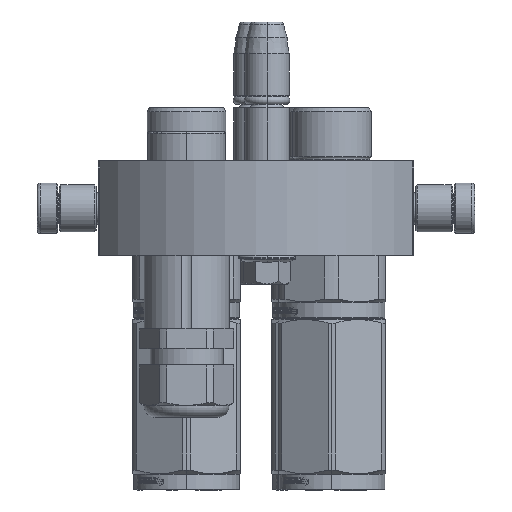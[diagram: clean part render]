
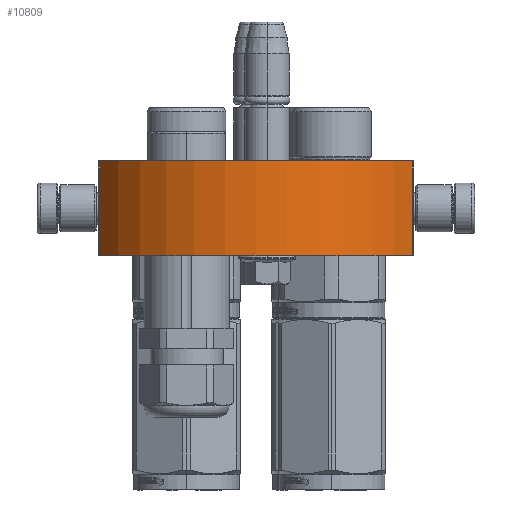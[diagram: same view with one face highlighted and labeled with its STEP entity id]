
A CAD part, left-side view. The second image highlights one B-rep face of the part: STEP entity #10809.
In plain terms, the highlighted cylindrical face has radius 57.25 mm (diameter 114.5 mm), a partial arc.
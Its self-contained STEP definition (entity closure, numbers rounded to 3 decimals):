
#654 = CIRCLE ( 'NONE', #19097, 57.25 ) ;
#910 = ORIENTED_EDGE ( 'NONE', *, *, #42445, .T. ) ;
#1093 = DIRECTION ( 'NONE',  ( 0., 1., 0. ) ) ;
#2471 = CARTESIAN_POINT ( 'NONE',  ( 49.5, 30., -28.763 ) ) ;
#4277 = VERTEX_POINT ( 'NONE', #2471 ) ;
#4361 = LINE ( 'NONE', #49446, #40235 ) ;
#5805 = EDGE_CURVE ( 'NONE', #31379, #4277, #40021, .T. ) ;
#7276 = DIRECTION ( 'NONE',  ( 0.865, 0., -0.502 ) ) ;
#7633 = FACE_OUTER_BOUND ( 'NONE', #16055, .T. ) ;
#7736 = DIRECTION ( 'NONE',  ( 1., 0., 0. ) ) ;
#10809 = ADVANCED_FACE ( 'NONE', ( #7633 ), #20044, .T. ) ;
#12303 = CARTESIAN_POINT ( 'NONE',  ( -49.5, 30., -28.763 ) ) ;
#16055 = EDGE_LOOP ( 'NONE', ( #35675, #40459, #910, #37393 ) ) ;
#16237 = CARTESIAN_POINT ( 'NONE',  ( 49.5, 0., -28.763 ) ) ;
#19056 = CARTESIAN_POINT ( 'NONE',  ( 0., 0., 0. ) ) ;
#19097 = AXIS2_PLACEMENT_3D ( 'NONE', #33277, #1093, #32773 ) ;
#20044 = CYLINDRICAL_SURFACE ( 'NONE', #44656, 57.25 ) ;
#20244 = DIRECTION ( 'NONE',  ( 0., 1., 0. ) ) ;
#25789 = VECTOR ( 'NONE', #20244, 1000. ) ;
#25851 = DIRECTION ( 'NONE',  ( 0., 1., 0. ) ) ;
#27846 = CARTESIAN_POINT ( 'NONE',  ( 0., 0., 0. ) ) ;
#28658 = VERTEX_POINT ( 'NONE', #36099 ) ;
#30580 = CIRCLE ( 'NONE', #51258, 57.25 ) ;
#30996 = DIRECTION ( 'NONE',  ( 0., 1., 0. ) ) ;
#31379 = VERTEX_POINT ( 'NONE', #37774 ) ;
#32453 = EDGE_CURVE ( 'NONE', #28658, #49796, #4361, .T. ) ;
#32773 = DIRECTION ( 'NONE',  ( 0.865, 0., -0.502 ) ) ;
#33277 = CARTESIAN_POINT ( 'NONE',  ( 0., 30., 0. ) ) ;
#35675 = ORIENTED_EDGE ( 'NONE', *, *, #49063, .F. ) ;
#36099 = CARTESIAN_POINT ( 'NONE',  ( -49.5, 0., -28.763 ) ) ;
#37393 = ORIENTED_EDGE ( 'NONE', *, *, #32453, .T. ) ;
#37774 = CARTESIAN_POINT ( 'NONE',  ( 49.5, 0., -28.763 ) ) ;
#40021 = LINE ( 'NONE', #16237, #25789 ) ;
#40235 = VECTOR ( 'NONE', #25851, 1000. ) ;
#40459 = ORIENTED_EDGE ( 'NONE', *, *, #5805, .F. ) ;
#42445 = EDGE_CURVE ( 'NONE', #31379, #28658, #30580, .T. ) ;
#44656 = AXIS2_PLACEMENT_3D ( 'NONE', #27846, #50942, #7736 ) ;
#49063 = EDGE_CURVE ( 'NONE', #4277, #49796, #654, .T. ) ;
#49446 = CARTESIAN_POINT ( 'NONE',  ( -49.5, 0., -28.763 ) ) ;
#49796 = VERTEX_POINT ( 'NONE', #12303 ) ;
#50942 = DIRECTION ( 'NONE',  ( 0., -1., 0. ) ) ;
#51258 = AXIS2_PLACEMENT_3D ( 'NONE', #19056, #30996, #7276 ) ;
